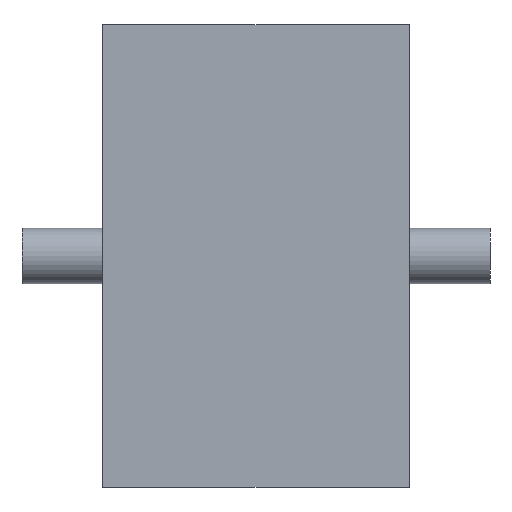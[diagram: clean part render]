
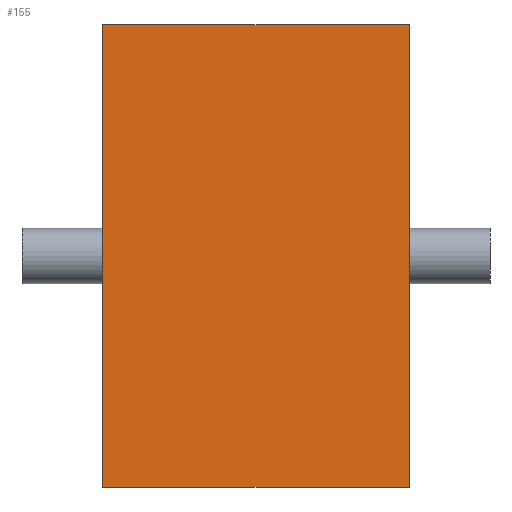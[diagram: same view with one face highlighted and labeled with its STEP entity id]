
A CAD part, top view. The second image highlights one B-rep face of the part: STEP entity #155.
In plain terms, the highlighted planar face has unit normal (0, 0, 1).
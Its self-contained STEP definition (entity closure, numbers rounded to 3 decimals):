
#23=PLANE('',#183);
#33=FACE_OUTER_BOUND('',#45,.T.);
#45=EDGE_LOOP('',(#137,#138,#139,#140));
#51=LINE('',#251,#65);
#54=LINE('',#257,#68);
#57=LINE('',#263,#71);
#60=LINE('',#267,#74);
#65=VECTOR('',#209,10.);
#68=VECTOR('',#214,10.);
#71=VECTOR('',#219,10.);
#74=VECTOR('',#224,10.);
#85=VERTEX_POINT('',#248);
#86=VERTEX_POINT('',#250);
#88=VERTEX_POINT('',#256);
#90=VERTEX_POINT('',#262);
#99=EDGE_CURVE('',#86,#85,#51,.T.);
#102=EDGE_CURVE('',#88,#86,#54,.T.);
#105=EDGE_CURVE('',#90,#88,#57,.T.);
#108=EDGE_CURVE('',#85,#90,#60,.T.);
#137=ORIENTED_EDGE('',*,*,#108,.T.);
#138=ORIENTED_EDGE('',*,*,#105,.T.);
#139=ORIENTED_EDGE('',*,*,#102,.T.);
#140=ORIENTED_EDGE('',*,*,#99,.T.);
#155=ADVANCED_FACE('',(#33),#23,.T.);
#183=AXIS2_PLACEMENT_3D('',#268,#225,#226);
#209=DIRECTION('',(1.,0.,0.));
#214=DIRECTION('',(0.,-1.,0.));
#219=DIRECTION('',(-1.,0.,0.));
#224=DIRECTION('',(0.,1.,0.));
#225=DIRECTION('center_axis',(0.,0.,1.));
#226=DIRECTION('ref_axis',(1.,0.,0.));
#248=CARTESIAN_POINT('',(27.5,-41.5,30.));
#250=CARTESIAN_POINT('',(-27.5,-41.5,30.));
#251=CARTESIAN_POINT('',(-27.5,-41.5,30.));
#256=CARTESIAN_POINT('',(-27.5,41.5,30.));
#257=CARTESIAN_POINT('',(-27.5,41.5,30.));
#262=CARTESIAN_POINT('',(27.5,41.5,30.));
#263=CARTESIAN_POINT('',(27.5,41.5,30.));
#267=CARTESIAN_POINT('',(27.5,-41.5,30.));
#268=CARTESIAN_POINT('Origin',(0.,0.,30.));
